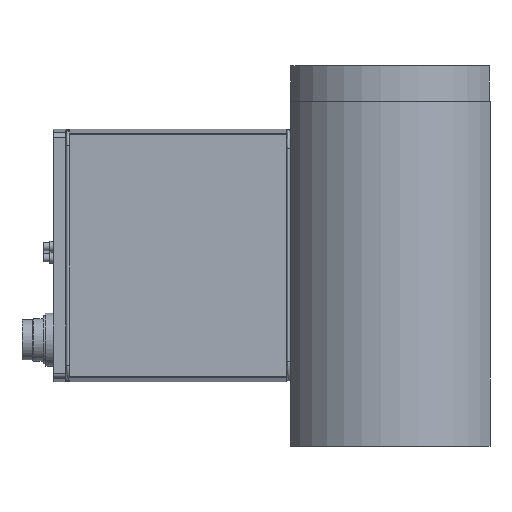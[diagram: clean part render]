
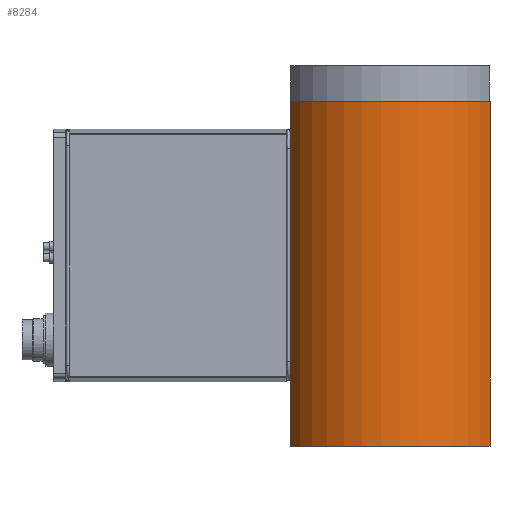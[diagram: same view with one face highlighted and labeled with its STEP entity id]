
A CAD part, left-side view. The second image highlights one B-rep face of the part: STEP entity #8284.
In plain terms, the highlighted cylindrical face has radius 41.5 mm (diameter 83 mm), a partial arc.
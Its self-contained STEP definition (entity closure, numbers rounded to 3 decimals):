
#813=FACE_OUTER_BOUND('',#1341,.T.);
#1341=EDGE_LOOP('',(#6294,#6295,#6296,#6297));
#1853=CIRCLE('',#9030,41.5);
#1856=CIRCLE('',#9034,41.5);
#2291=LINE('',#13552,#2842);
#2292=LINE('',#13553,#2843);
#2842=VECTOR('',#10618,10.);
#2843=VECTOR('',#10619,10.);
#3608=VERTEX_POINT('',#13538);
#3609=VERTEX_POINT('',#13539);
#3613=VERTEX_POINT('',#13549);
#3614=VERTEX_POINT('',#13550);
#4568=EDGE_CURVE('',#3608,#3609,#1853,.T.);
#4573=EDGE_CURVE('',#3613,#3614,#1856,.T.);
#4574=EDGE_CURVE('',#3608,#3614,#2291,.T.);
#4575=EDGE_CURVE('',#3609,#3613,#2292,.T.);
#6294=ORIENTED_EDGE('',*,*,#4573,.T.);
#6295=ORIENTED_EDGE('',*,*,#4574,.F.);
#6296=ORIENTED_EDGE('',*,*,#4568,.T.);
#6297=ORIENTED_EDGE('',*,*,#4575,.T.);
#7523=CYLINDRICAL_SURFACE('',#9033,41.5);
#8284=ADVANCED_FACE('',(#813),#7523,.T.);
#9030=AXIS2_PLACEMENT_3D('',#13540,#10606,#10607);
#9033=AXIS2_PLACEMENT_3D('',#13548,#10614,#10615);
#9034=AXIS2_PLACEMENT_3D('',#13551,#10616,#10617);
#10606=DIRECTION('center_axis',(0.,0.,
1.));
#10607=DIRECTION('ref_axis',(1.,0.,0.));
#10614=DIRECTION('center_axis',(0.,0.,
1.));
#10615=DIRECTION('ref_axis',(-1.,0.,0.));
#10616=DIRECTION('center_axis',(0.,0.,
-1.));
#10617=DIRECTION('ref_axis',(1.,0.,0.));
#10618=DIRECTION('',(0.,0.,1.));
#10619=DIRECTION('',(0.,0.,1.));
#13538=CARTESIAN_POINT('',(-144.936,-204.118,146.001));
#13539=CARTESIAN_POINT('',(-144.936,-279.118,146.001));
#13540=CARTESIAN_POINT('Origin',(-127.159,-241.618,146.001));
#13548=CARTESIAN_POINT('Origin',(-127.159,-241.618,146.001));
#13549=CARTESIAN_POINT('',(-144.936,-279.118,275.501));
#13550=CARTESIAN_POINT('',(-144.936,-204.118,275.501));
#13551=CARTESIAN_POINT('Origin',(-127.159,-241.618,275.501));
#13552=CARTESIAN_POINT('',(-144.936,-204.118,146.001));
#13553=CARTESIAN_POINT('',(-144.936,-279.118,146.001));
